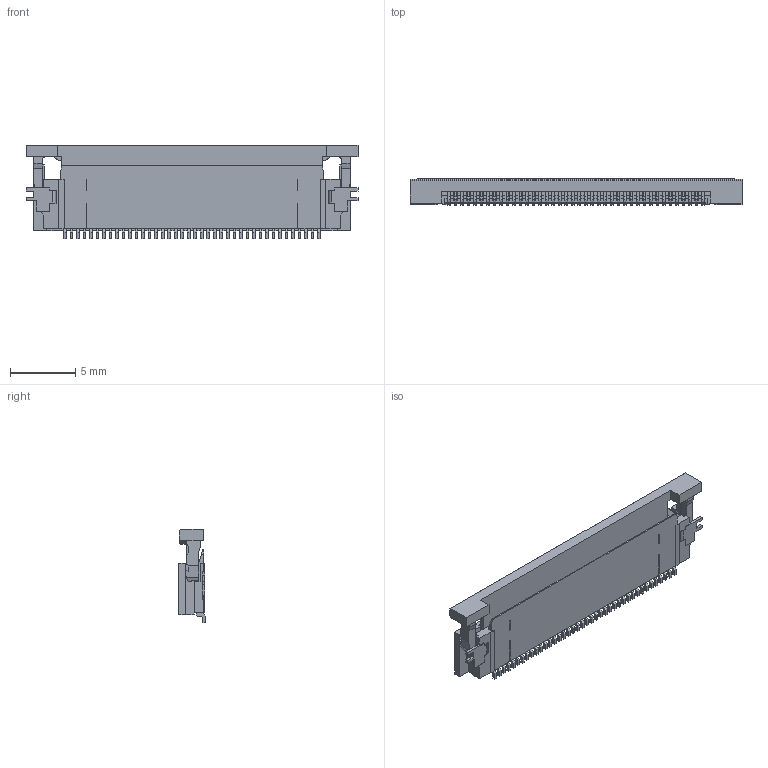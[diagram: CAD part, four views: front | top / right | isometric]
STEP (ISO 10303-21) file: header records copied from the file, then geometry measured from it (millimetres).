
FILE_DESCRIPTION((''),'2;1');
FILE_NAME('541324097','2007-12-11T',('sbh'),(''),'PRO/ENGINEER BY PARAMETRIC TECHNOLOGY CORPORATION, 2003451','PRO/ENGINEER BY PARAMETRIC TECHNOLOGY CORPORATION, 2003451','');
FILE_SCHEMA(('CONFIG_CONTROL_DESIGN'));
Length unit declared in the file: millimetre
Products named in the file (1): 541324097
Bounding box: 25.5 x 2.05 x 7.15 mm (x, y, z)
Volume: 152.6 mm3; surface area: 1198.1 mm2
Topology: 2 solids, 2 shells, 1601 faces, 5355 edges, 3602 vertices
Faces by surface type: plane 1466, cylinder 135
Entity records: 57370 total; most frequent: CARTESIAN_POINT 10411, ORIENTED_EDGE 10360, DIRECTION 8823, EDGE_CURVE 5180, VECTOR 5075, LINE 5075, VERTEX_POINT 3424, AXIS2_PLACEMENT_3D 1874
